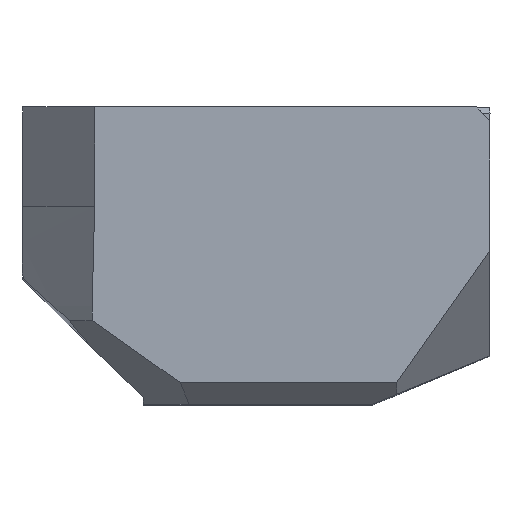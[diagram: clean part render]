
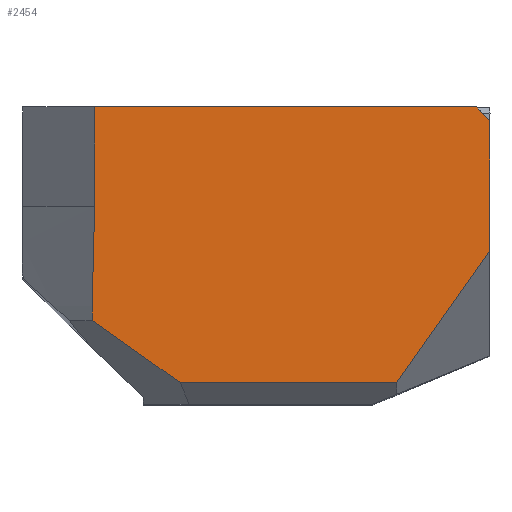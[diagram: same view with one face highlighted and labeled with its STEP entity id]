
A CAD part, top view. The second image highlights one B-rep face of the part: STEP entity #2454.
In plain terms, the highlighted planar face has unit normal (0, 0, 1).
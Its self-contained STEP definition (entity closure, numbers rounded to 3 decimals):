
#27=(
BOUNDED_CURVE()
B_SPLINE_CURVE(2,(#4080,#4081,#4082),.UNSPECIFIED.,.F.,.F.)
B_SPLINE_CURVE_WITH_KNOTS((3,3),(243.202,246.593),
 .UNSPECIFIED.)
CURVE()
GEOMETRIC_REPRESENTATION_ITEM()
RATIONAL_B_SPLINE_CURVE((22.512,22.472,22.427))
REPRESENTATION_ITEM('')
);
#28=(
BOUNDED_CURVE()
B_SPLINE_CURVE(2,(#4083,#4084,#4085),.UNSPECIFIED.,.F.,.F.)
B_SPLINE_CURVE_WITH_KNOTS((3,3),(219.865,243.202),
 .UNSPECIFIED.)
CURVE()
GEOMETRIC_REPRESENTATION_ITEM()
RATIONAL_B_SPLINE_CURVE((22.807,22.785,22.512))
REPRESENTATION_ITEM('')
);
#93=B_SPLINE_CURVE_WITH_KNOTS('',3,(#3685,#3686,#3687,#3688,#3689,#3690),
 .UNSPECIFIED.,.F.,.F.,(4,2,4),(0.01,0.505,1.01),
 .UNSPECIFIED.);
#237=FACE_OUTER_BOUND('',#377,.T.);
#377=EDGE_LOOP('',(#1995,#1996,#1997,#1998,#1999,#2000,#2001,#2002,#2003));
#501=LINE('',#3699,#773);
#506=LINE('',#3707,#778);
#534=LINE('',#3783,#806);
#541=LINE('',#3798,#813);
#564=LINE('',#3866,#836);
#576=LINE('',#3888,#848);
#773=VECTOR('',#2829,10.);
#778=VECTOR('',#2836,10.);
#806=VECTOR('',#2924,10.);
#813=VECTOR('',#2937,10.);
#836=VECTOR('',#2978,10.);
#848=VECTOR('',#3002,10.);
#1048=VERTEX_POINT('',#3649);
#1049=VERTEX_POINT('',#3684);
#1051=VERTEX_POINT('',#3698);
#1052=VERTEX_POINT('',#3703);
#1071=VERTEX_POINT('',#3782);
#1075=VERTEX_POINT('',#3795);
#1076=VERTEX_POINT('',#3797);
#1095=VERTEX_POINT('',#3864);
#1118=VERTEX_POINT('',#4079);
#1298=EDGE_CURVE('',#1048,#1049,#93,.T.);
#1302=EDGE_CURVE('',#1049,#1051,#501,.F.);
#1307=EDGE_CURVE('',#1051,#1052,#506,.T.);
#1344=EDGE_CURVE('',#1071,#1052,#534,.T.);
#1351=EDGE_CURVE('',#1076,#1075,#541,.T.);
#1379=EDGE_CURVE('',#1075,#1095,#564,.F.);
#1391=EDGE_CURVE('',#1095,#1071,#576,.T.);
#1427=EDGE_CURVE('',#1076,#1118,#27,.F.);
#1428=EDGE_CURVE('',#1118,#1048,#28,.F.);
#1995=ORIENTED_EDGE('',*,*,#1427,.F.);
#1996=ORIENTED_EDGE('',*,*,#1351,.T.);
#1997=ORIENTED_EDGE('',*,*,#1379,.T.);
#1998=ORIENTED_EDGE('',*,*,#1391,.T.);
#1999=ORIENTED_EDGE('',*,*,#1344,.T.);
#2000=ORIENTED_EDGE('',*,*,#1307,.F.);
#2001=ORIENTED_EDGE('',*,*,#1302,.F.);
#2002=ORIENTED_EDGE('',*,*,#1298,.F.);
#2003=ORIENTED_EDGE('',*,*,#1428,.F.);
#2339=PLANE('',#2626);
#2454=ADVANCED_FACE('',(#237),#2339,.T.);
#2626=AXIS2_PLACEMENT_3D('',#4087,#3086,#3087);
#2829=DIRECTION('',(-1.,0.,0.));
#2836=DIRECTION('',(0.707,-0.707,0.));
#2924=DIRECTION('',(0.,1.,0.));
#2937=DIRECTION('',(0.816,-0.577,0.));
#2978=DIRECTION('',(-1.,0.,0.));
#3002=DIRECTION('',(0.577,0.816,0.));
#3086=DIRECTION('center_axis',(0.,0.,
1.));
#3087=DIRECTION('ref_axis',(1.,0.,0.));
#3649=CARTESIAN_POINT('',(89.496,147.653,7.4));
#3684=CARTESIAN_POINT('',(89.496,157.653,7.4));
#3685=CARTESIAN_POINT('Ctrl Pts',(89.496,147.653,7.4));
#3686=CARTESIAN_POINT('Ctrl Pts',(89.496,149.303,7.4));
#3687=CARTESIAN_POINT('Ctrl Pts',(89.496,150.953,7.4));
#3688=CARTESIAN_POINT('Ctrl Pts',(89.496,154.286,7.4));
#3689=CARTESIAN_POINT('Ctrl Pts',(89.496,155.969,7.4));
#3690=CARTESIAN_POINT('Ctrl Pts',(89.496,157.653,7.4));
#3698=CARTESIAN_POINT('',(127.886,157.653,7.4));
#3699=CARTESIAN_POINT('',(113.321,157.653,7.4));
#3703=CARTESIAN_POINT('',(129.286,156.253,7.4));
#3707=CARTESIAN_POINT('',(126.136,159.402,7.4));
#3782=CARTESIAN_POINT('',(129.286,143.195,7.4));
#3783=CARTESIAN_POINT('',(129.286,144.443,7.4));
#3795=CARTESIAN_POINT('',(98.108,129.895,7.4));
#3797=CARTESIAN_POINT('',(89.26,136.152,7.4));
#3798=CARTESIAN_POINT('',(97.26,130.495,7.4));
#3864=CARTESIAN_POINT('',(119.882,129.895,7.4));
#3866=CARTESIAN_POINT('',(106.49,129.895,7.4));
#3888=CARTESIAN_POINT('',(123.386,134.852,7.4));
#4079=CARTESIAN_POINT('',(89.248,137.653,7.4));
#4080=CARTESIAN_POINT('Ctrl Pts',(89.248,137.653,7.4));
#4081=CARTESIAN_POINT('Ctrl Pts',(89.251,136.905,7.4));
#4082=CARTESIAN_POINT('Ctrl Pts',(89.26,136.152,7.4));
#4083=CARTESIAN_POINT('Ctrl Pts',(89.496,147.653,7.4));
#4084=CARTESIAN_POINT('Ctrl Pts',(89.227,142.726,7.4));
#4085=CARTESIAN_POINT('Ctrl Pts',(89.248,137.653,7.4));
#4087=CARTESIAN_POINT('Origin',(106.066,143.23,7.4));
